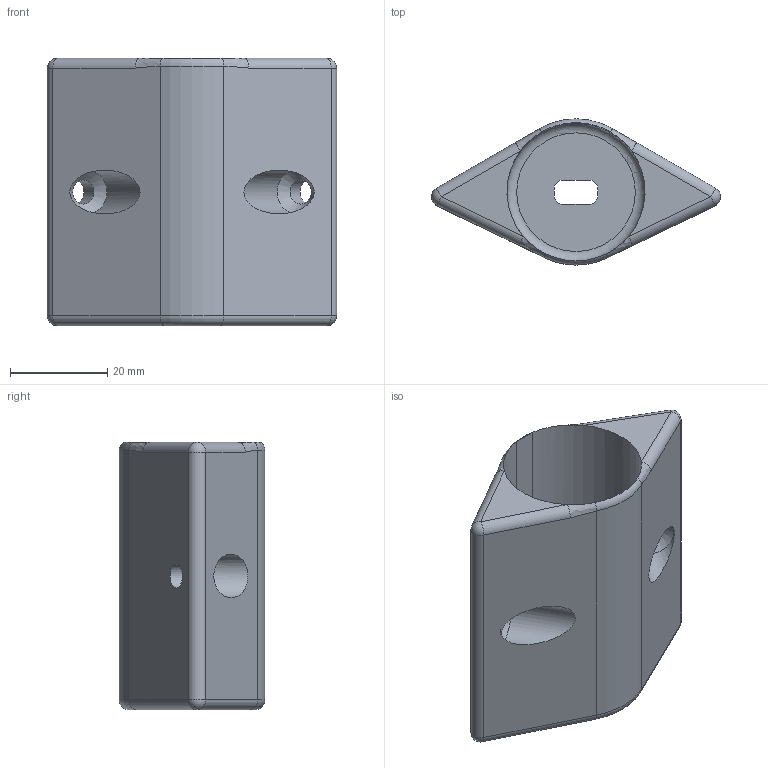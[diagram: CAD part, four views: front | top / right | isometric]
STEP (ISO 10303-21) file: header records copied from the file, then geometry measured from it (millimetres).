
FILE_DESCRIPTION( ( '' ), ' ' );
FILE_NAME( '5e9fd98c19412915cf61765d.step', '2020-04-22T05:43:41', ( '' ), ( '' ), ' ', ' ', ' ' );
FILE_SCHEMA( ( 'AUTOMOTIVE_DESIGN { 1 0 10303 214 1 1 1 1 }' ) );
Length unit declared in the file: metre
Products named in the file (1): Fitting
Bounding box: 59.46 x 30 x 55 mm (x, y, z)
Volume: 23488.7 mm3; surface area: 14365.8 mm2
Topology: 1 solids, 1 shells, 50 faces, 119 edges, 67 vertices
Faces by surface type: cylinder 21, plane 14, torus 5, sphere 4, bspline 4, cone 2
Full cylindrical faces by diameter (mm): 5 x2, 9 x2
Entity records: 2197 total; most frequent: CARTESIAN_POINT 665, DIRECTION 253, ORIENTED_EDGE 212, EDGE_CURVE 106, AXIS2_PLACEMENT_3D 105, VERTEX_POINT 65, EDGE_LOOP 63, CIRCLE 56
